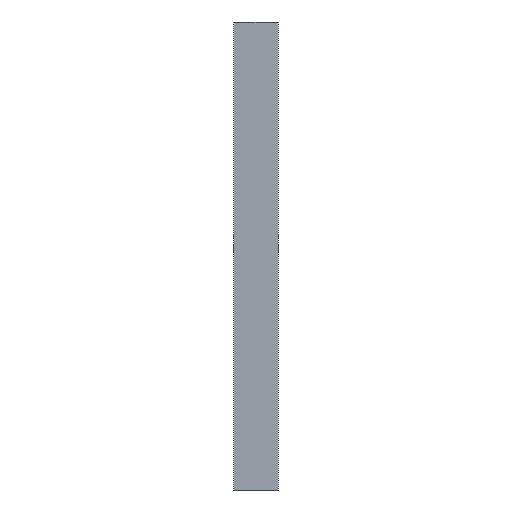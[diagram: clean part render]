
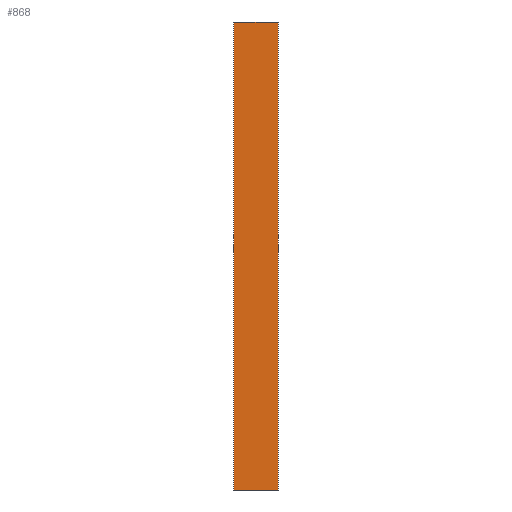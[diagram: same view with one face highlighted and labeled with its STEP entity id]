
A CAD part, front view. The second image highlights one B-rep face of the part: STEP entity #868.
In plain terms, the highlighted planar face has unit normal (0, -1, 0).
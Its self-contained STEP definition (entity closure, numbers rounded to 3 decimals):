
#308=DIRECTION('',(1.,0.,0.));
#309=VECTOR('',#308,190.);
#310=CARTESIAN_POINT('',(-95.,0.,0.));
#311=LINE('',#310,#309);
#380=DIRECTION('',(0.,0.,-1.));
#381=VECTOR('',#380,2000.);
#382=CARTESIAN_POINT('',(-95.,0.,0.));
#383=LINE('',#382,#381);
#384=DIRECTION('',(0.,0.,-1.));
#385=VECTOR('',#384,2000.);
#386=CARTESIAN_POINT('',(95.,0.,0.));
#387=LINE('',#386,#385);
#476=DIRECTION('',(1.,0.,0.));
#477=VECTOR('',#476,190.);
#478=CARTESIAN_POINT('',(-95.,0.,-2000.));
#479=LINE('',#478,#477);
#576=CARTESIAN_POINT('',(-95.,0.,0.));
#577=CARTESIAN_POINT('',(95.,0.,0.));
#578=VERTEX_POINT('',#576);
#579=VERTEX_POINT('',#577);
#600=CARTESIAN_POINT('',(-95.,0.,-2000.));
#601=CARTESIAN_POINT('',(95.,0.,-2000.));
#602=VERTEX_POINT('',#600);
#603=VERTEX_POINT('',#601);
#855=CARTESIAN_POINT('',(-95.,0.,0.));
#856=DIRECTION('',(0.,-1.,0.));
#857=DIRECTION('',(1.,0.,0.));
#858=AXIS2_PLACEMENT_3D('',#855,#856,#857);
#859=PLANE('',#858);
#860=ORIENTED_EDGE('',*,*,#707,.T.);
#862=ORIENTED_EDGE('',*,*,#861,.T.);
#864=ORIENTED_EDGE('',*,*,#863,.F.);
#865=ORIENTED_EDGE('',*,*,#847,.F.);
#866=EDGE_LOOP('',(#860,#862,#864,#865));
#867=FACE_OUTER_BOUND('',#866,.F.);
#707=EDGE_CURVE('',#578,#579,#311,.T.);
#847=EDGE_CURVE('',#578,#602,#383,.T.);
#861=EDGE_CURVE('',#579,#603,#387,.T.);
#863=EDGE_CURVE('',#602,#603,#479,.T.);
#868=ADVANCED_FACE('',(#867),#859,.T.);
